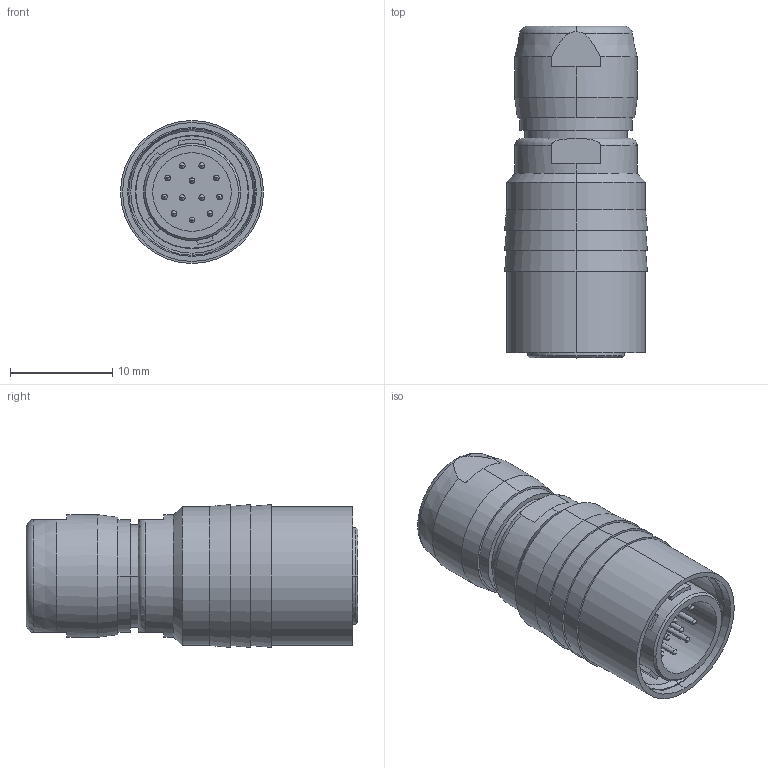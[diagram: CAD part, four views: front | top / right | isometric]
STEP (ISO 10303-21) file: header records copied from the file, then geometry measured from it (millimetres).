
FILE_DESCRIPTION(('OneSpaceDesigner STEP Export'),'2;1');
FILE_NAME('HR10-10P-12P.stp','2008-03-06T 8:52:28',(''),(''),'OneSpace Designer STEP processor for AP214 (Solid Model)','OneSpace Modeling 15.00A 14-Mar-2007 (C) CoCreate Software GmbH','');
FILE_SCHEMA(('AUTOMOTIVE_DESIGN { 1 0 10303 214 1 1 1 1 }'));
Length unit declared in the file: millimetre
Products named in the file (1): HR10-10P-12P
Bounding box: 14 x 32.5 x 14 mm (x, y, z)
Volume: 3231.2 mm3; surface area: 4016.5 mm2
Topology: 3 solids, 4 shells, 172 faces, 371 edges, 233 vertices
Faces by surface type: cylinder 67, plane 57, cone 40, torus 8
Entity records: 4794 total; most frequent: CARTESIAN_POINT 1423, ORIENTED_EDGE 750, DIRECTION 620, EDGE_CURVE 371, AXIS2_PLACEMENT_3D 234, VERTEX_POINT 233, EDGE_LOOP 202, FACE_OUTER_BOUND 172
